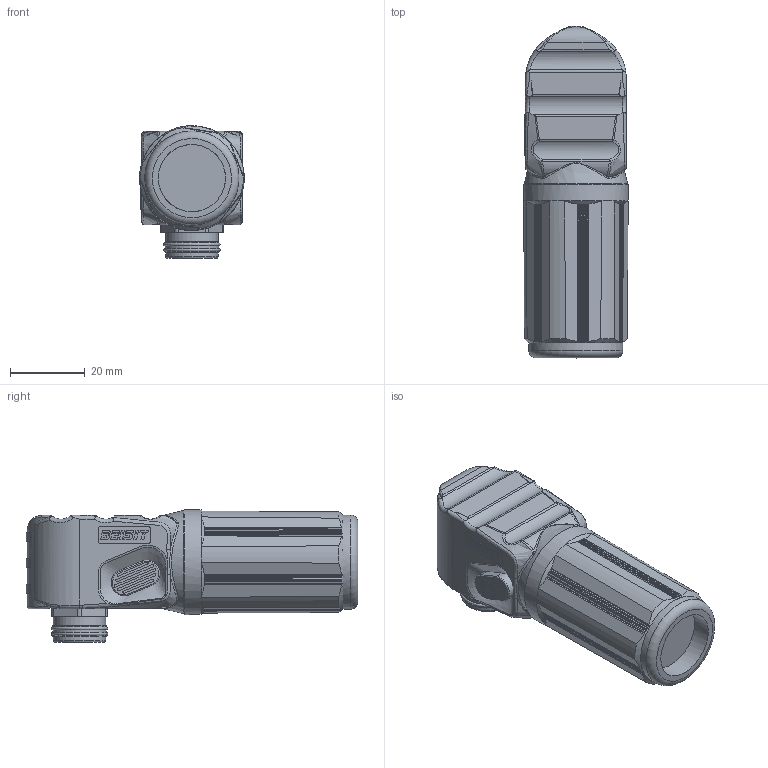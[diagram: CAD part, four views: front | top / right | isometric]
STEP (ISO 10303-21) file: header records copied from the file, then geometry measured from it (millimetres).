
FILE_DESCRIPTION(/* description */ (''),/* implementation_level */ '2;1');
FILE_NAME(/* name */ 'TOU-O.stp',/* time_stamp */ '2023-07-28T10:08:49+08:00',/* author */ (''),/* organization */ (''),/* preprocessor_version */ 'ST-DEVELOPER v11',/* originating_system */ 'SIEMENS PLM Software NX 7.5',/* authorisation */ '');
FILE_SCHEMA (('CONFIG_CONTROL_DESIGN'));
Products named in the file (1): fang4FA4hhh2
Bounding box: 28.07 x 88.82 x 35.56 mm (x, y, z)
Volume: 49949.6 mm3; surface area: 14313.7 mm2
Topology: 2 solids, 7 shells, 496 faces, 1310 edges, 854 vertices
Faces by surface type: plane 262, cylinder 112, bspline 57, extrusion 25, torus 18, cone 18, sphere 4
Full cylindrical faces by diameter (mm): 5.5 x1, 8.2 x1, 14 x2, 14.3 x3, 18 x1, 24 x1, 25.2 x1
Entity records: 40078 total; most frequent: CARTESIAN_POINT 28662, ORIENTED_EDGE 2526, DIRECTION 2037, EDGE_CURVE 1263, VERTEX_POINT 841, AXIS2_PLACEMENT_3D 747, EDGE_LOOP 562, VECTOR 543
